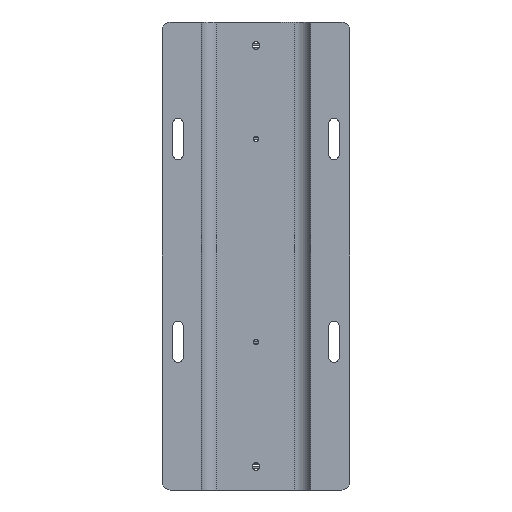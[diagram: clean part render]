
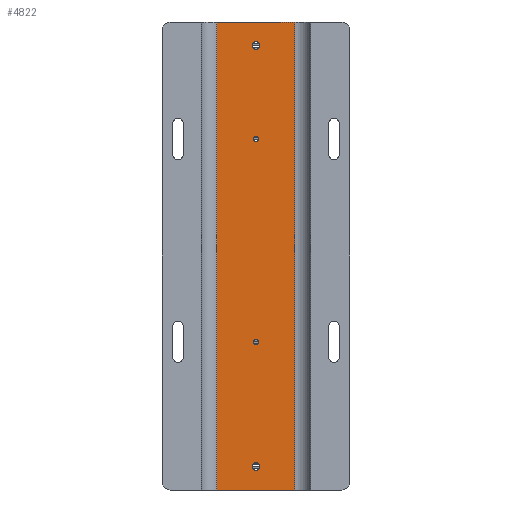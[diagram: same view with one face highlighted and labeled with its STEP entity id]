
A CAD part, front view. The second image highlights one B-rep face of the part: STEP entity #4822.
In plain terms, the highlighted planar face has unit normal (0, -1, 0).
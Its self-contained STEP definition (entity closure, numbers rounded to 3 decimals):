
#160 = CARTESIAN_POINT ( 'NONE',  ( 25.554, 1.749, 246.65 ) ) ;
#209 = CIRCLE ( 'NONE', #18547, 1.65 ) ;
#321 = CARTESIAN_POINT ( 'NONE',  ( 25.554, 1.749, 373.35 ) ) ;
#379 = VERTEX_POINT ( 'NONE', #3442 ) ;
#543 = EDGE_CURVE ( 'NONE', #8648, #4267, #14949, .T. ) ;
#561 = EDGE_CURVE ( 'NONE', #3864, #7466, #209, .T. ) ;
#619 = DIRECTION ( 'NONE',  ( 0., -1., 0. ) ) ;
#777 = CARTESIAN_POINT ( 'NONE',  ( 0.554, 1.749, 450. ) ) ;
#1319 = EDGE_CURVE ( 'NONE', #379, #16953, #4786, .T. ) ;
#1330 = DIRECTION ( 'NONE',  ( 1., 0., 0. ) ) ;
#1343 = VERTEX_POINT ( 'NONE', #12507 ) ;
#1627 = FACE_BOUND ( 'NONE', #13089, .T. ) ;
#2059 = CIRCLE ( 'NONE', #18102, 2.5 ) ;
#2415 = AXIS2_PLACEMENT_3D ( 'NONE', #11470, #5658, #15606 ) ;
#2428 = EDGE_LOOP ( 'NONE', ( #6013, #17939 ) ) ;
#2588 = ORIENTED_EDGE ( 'NONE', *, *, #17652, .T. ) ;
#2707 = LINE ( 'NONE', #10393, #6780 ) ;
#2830 = CIRCLE ( 'NONE', #2415, 1.65 ) ;
#2891 = EDGE_CURVE ( 'NONE', #4267, #8648, #3355, .T. ) ;
#2935 = ORIENTED_EDGE ( 'NONE', *, *, #10250, .T. ) ;
#3023 = DIRECTION ( 'NONE',  ( 0., 0., -1. ) ) ;
#3355 = CIRCLE ( 'NONE', #18245, 2.5 ) ;
#3442 = CARTESIAN_POINT ( 'NONE',  ( 25.554, 1.749, 376.65 ) ) ;
#3473 = VERTEX_POINT ( 'NONE', #13730 ) ;
#3831 = CARTESIAN_POINT ( 'NONE',  ( 25.554, 1.749, 375. ) ) ;
#3864 = VERTEX_POINT ( 'NONE', #160 ) ;
#3902 = DIRECTION ( 'NONE',  ( 0., -1., 0. ) ) ;
#4010 = CARTESIAN_POINT ( 'NONE',  ( 25.554, 1.749, 245. ) ) ;
#4048 = VERTEX_POINT ( 'NONE', #13803 ) ;
#4267 = VERTEX_POINT ( 'NONE', #12787 ) ;
#4472 = DIRECTION ( 'NONE',  ( 0., -1., 0. ) ) ;
#4786 = CIRCLE ( 'NONE', #13358, 1.65 ) ;
#4822 = ADVANCED_FACE ( 'NONE', ( #14979, #7954, #1627, #8194, #11577 ), #5503, .F. ) ;
#4933 = EDGE_CURVE ( 'NONE', #16953, #379, #14287, .T. ) ;
#5131 = CIRCLE ( 'NONE', #9222, 2.5 ) ;
#5503 = PLANE ( 'NONE',  #5898 ) ;
#5658 = DIRECTION ( 'NONE',  ( 0., -1., 0. ) ) ;
#5898 = AXIS2_PLACEMENT_3D ( 'NONE', #15707, #17148, #6963 ) ;
#5942 = CARTESIAN_POINT ( 'NONE',  ( 25.554, 1.749, 437.5 ) ) ;
#6013 = ORIENTED_EDGE ( 'NONE', *, *, #2891, .F. ) ;
#6068 = ORIENTED_EDGE ( 'NONE', *, *, #4933, .F. ) ;
#6543 = EDGE_LOOP ( 'NONE', ( #17882, #16777 ) ) ;
#6780 = VECTOR ( 'NONE', #10572, 1000. ) ;
#6954 = EDGE_LOOP ( 'NONE', ( #2588, #12308, #14475, #2935 ) ) ;
#6963 = DIRECTION ( 'NONE',  ( -1., 0., 0. ) ) ;
#7466 = VERTEX_POINT ( 'NONE', #11251 ) ;
#7778 = DIRECTION ( 'NONE',  ( 0., 0., -1. ) ) ;
#7898 = CARTESIAN_POINT ( 'NONE',  ( 25.554, 1.749, 165. ) ) ;
#7954 = FACE_BOUND ( 'NONE', #2428, .T. ) ;
#8194 = FACE_BOUND ( 'NONE', #6543, .T. ) ;
#8648 = VERTEX_POINT ( 'NONE', #5942 ) ;
#8711 = EDGE_CURVE ( 'NONE', #1343, #3473, #2059, .T. ) ;
#8718 = DIRECTION ( 'NONE',  ( 0., 0., -1. ) ) ;
#9130 = VERTEX_POINT ( 'NONE', #17306 ) ;
#9222 = AXIS2_PLACEMENT_3D ( 'NONE', #7898, #12059, #7778 ) ;
#9375 = CARTESIAN_POINT ( 'NONE',  ( 25.554, 1.749, 435. ) ) ;
#9493 = DIRECTION ( 'NONE',  ( 0., 0., -1. ) ) ;
#9915 = CARTESIAN_POINT ( 'NONE',  ( 50.554, 1.749, 450. ) ) ;
#10070 = CARTESIAN_POINT ( 'NONE',  ( 0.554, 1.749, 150. ) ) ;
#10250 = EDGE_CURVE ( 'NONE', #9130, #4048, #18754, .T. ) ;
#10393 = CARTESIAN_POINT ( 'NONE',  ( 0.554, 1.749, 450. ) ) ;
#10513 = AXIS2_PLACEMENT_3D ( 'NONE', #11692, #4472, #3023 ) ;
#10572 = DIRECTION ( 'NONE',  ( 1., 0., 0. ) ) ;
#10697 = DIRECTION ( 'NONE',  ( 0., -1., 0. ) ) ;
#10908 = CARTESIAN_POINT ( 'NONE',  ( 50.554, 1.749, 150. ) ) ;
#11108 = VERTEX_POINT ( 'NONE', #9915 ) ;
#11251 = CARTESIAN_POINT ( 'NONE',  ( 25.554, 1.749, 243.35 ) ) ;
#11470 = CARTESIAN_POINT ( 'NONE',  ( 25.554, 1.749, 245. ) ) ;
#11577 = FACE_OUTER_BOUND ( 'NONE', #6954, .T. ) ;
#11692 = CARTESIAN_POINT ( 'NONE',  ( 25.554, 1.749, 375. ) ) ;
#11720 = ORIENTED_EDGE ( 'NONE', *, *, #1319, .F. ) ;
#11871 = EDGE_CURVE ( 'NONE', #7466, #3864, #2830, .T. ) ;
#12059 = DIRECTION ( 'NONE',  ( 0., -1., 0. ) ) ;
#12082 = VECTOR ( 'NONE', #8718, 1000. ) ;
#12106 = EDGE_CURVE ( 'NONE', #11108, #13525, #16645, .T. ) ;
#12159 = LINE ( 'NONE', #10070, #17162 ) ;
#12202 = DIRECTION ( 'NONE',  ( 0., 0., -1. ) ) ;
#12308 = ORIENTED_EDGE ( 'NONE', *, *, #12106, .F. ) ;
#12425 = DIRECTION ( 'NONE',  ( 0., 0., -1. ) ) ;
#12499 = CARTESIAN_POINT ( 'NONE',  ( 25.554, 1.749, 435. ) ) ;
#12507 = CARTESIAN_POINT ( 'NONE',  ( 25.554, 1.749, 162.5 ) ) ;
#12787 = CARTESIAN_POINT ( 'NONE',  ( 25.554, 1.749, 432.5 ) ) ;
#13015 = ORIENTED_EDGE ( 'NONE', *, *, #17937, .F. ) ;
#13089 = EDGE_LOOP ( 'NONE', ( #6068, #11720 ) ) ;
#13171 = EDGE_LOOP ( 'NONE', ( #14368, #13015 ) ) ;
#13191 = CARTESIAN_POINT ( 'NONE',  ( 25.554, 1.749, 165. ) ) ;
#13358 = AXIS2_PLACEMENT_3D ( 'NONE', #3831, #18537, #15496 ) ;
#13525 = VERTEX_POINT ( 'NONE', #10908 ) ;
#13730 = CARTESIAN_POINT ( 'NONE',  ( 25.554, 1.749, 167.5 ) ) ;
#13803 = CARTESIAN_POINT ( 'NONE',  ( 0.554, 1.749, 150. ) ) ;
#14287 = CIRCLE ( 'NONE', #10513, 1.65 ) ;
#14368 = ORIENTED_EDGE ( 'NONE', *, *, #8711, .F. ) ;
#14475 = ORIENTED_EDGE ( 'NONE', *, *, #16958, .F. ) ;
#14656 = CARTESIAN_POINT ( 'NONE',  ( 50.554, 1.749, 450. ) ) ;
#14949 = CIRCLE ( 'NONE', #17567, 2.5 ) ;
#14979 = FACE_BOUND ( 'NONE', #13171, .T. ) ;
#15430 = DIRECTION ( 'NONE',  ( 0., -1., 0. ) ) ;
#15496 = DIRECTION ( 'NONE',  ( 0., 0., -1. ) ) ;
#15606 = DIRECTION ( 'NONE',  ( 0., 0., -1. ) ) ;
#15707 = CARTESIAN_POINT ( 'NONE',  ( 0.554, 1.749, 450. ) ) ;
#16437 = DIRECTION ( 'NONE',  ( 0., 0., -1. ) ) ;
#16645 = LINE ( 'NONE', #14656, #12082 ) ;
#16777 = ORIENTED_EDGE ( 'NONE', *, *, #561, .F. ) ;
#16953 = VERTEX_POINT ( 'NONE', #321 ) ;
#16958 = EDGE_CURVE ( 'NONE', #9130, #11108, #2707, .T. ) ;
#17148 = DIRECTION ( 'NONE',  ( 0., 1., 0. ) ) ;
#17162 = VECTOR ( 'NONE', #1330, 1000. ) ;
#17306 = CARTESIAN_POINT ( 'NONE',  ( 0.554, 1.749, 450. ) ) ;
#17567 = AXIS2_PLACEMENT_3D ( 'NONE', #12499, #15430, #18473 ) ;
#17641 = VECTOR ( 'NONE', #12202, 1000. ) ;
#17652 = EDGE_CURVE ( 'NONE', #4048, #13525, #12159, .T. ) ;
#17882 = ORIENTED_EDGE ( 'NONE', *, *, #11871, .F. ) ;
#17937 = EDGE_CURVE ( 'NONE', #3473, #1343, #5131, .T. ) ;
#17939 = ORIENTED_EDGE ( 'NONE', *, *, #543, .F. ) ;
#18102 = AXIS2_PLACEMENT_3D ( 'NONE', #13191, #10697, #16437 ) ;
#18245 = AXIS2_PLACEMENT_3D ( 'NONE', #9375, #619, #9493 ) ;
#18473 = DIRECTION ( 'NONE',  ( 0., 0., -1. ) ) ;
#18537 = DIRECTION ( 'NONE',  ( 0., -1., 0. ) ) ;
#18547 = AXIS2_PLACEMENT_3D ( 'NONE', #4010, #3902, #12425 ) ;
#18754 = LINE ( 'NONE', #777, #17641 ) ;
